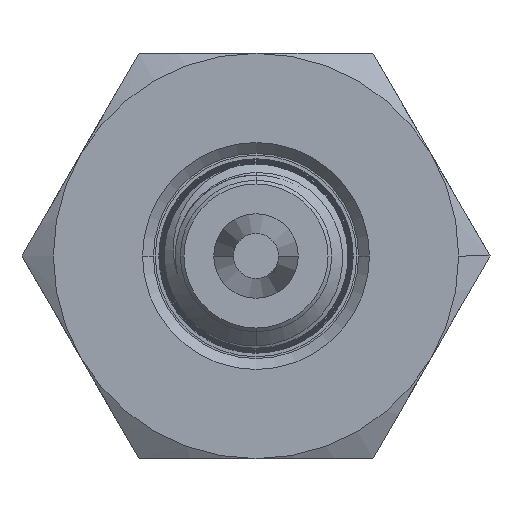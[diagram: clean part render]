
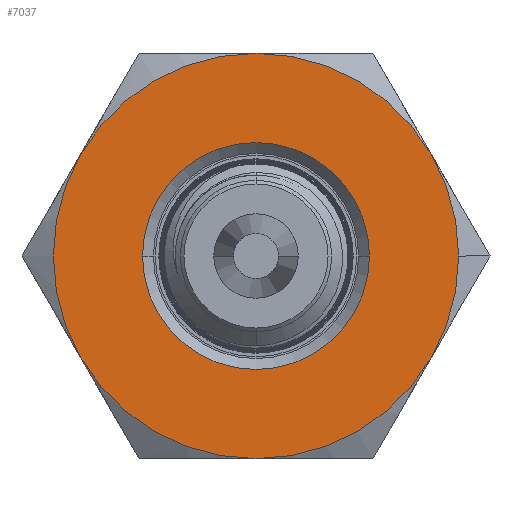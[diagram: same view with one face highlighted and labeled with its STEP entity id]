
A CAD part, left-side view. The second image highlights one B-rep face of the part: STEP entity #7037.
In plain terms, the highlighted planar face has unit normal (-1, 0, 0).
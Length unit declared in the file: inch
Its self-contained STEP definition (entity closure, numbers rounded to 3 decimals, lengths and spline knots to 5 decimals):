
#16 = CARTESIAN_POINT ( 'NONE',  ( -0.39568, 0.60287, -0.28125 ) ) ;
#20 = DIRECTION ( 'NONE',  ( 1., 0., 0. ) ) ;
#270 = CIRCLE ( 'NONE', #11691, 0.5625 ) ;
#413 = DIRECTION ( 'NONE',  ( 1., 0., 0. ) ) ;
#555 = CARTESIAN_POINT ( 'NONE',  ( -0.39568, -0.19927, 0. ) ) ;
#600 = PLANE ( 'NONE',  #6195 ) ;
#630 = CARTESIAN_POINT ( 'NONE',  ( -0.39568, -0.19927, 0. ) ) ;
#1051 = CARTESIAN_POINT ( 'NONE',  ( -0.39568, 0.11573, 0. ) ) ;
#1129 = ORIENTED_EDGE ( 'NONE', *, *, #12547, .F. ) ;
#1452 = EDGE_LOOP ( 'NONE', ( #5313, #3260 ) ) ;
#1831 = CARTESIAN_POINT ( 'NONE',  ( -0.39568, 0.11573, 0. ) ) ;
#1870 = DIRECTION ( 'NONE',  ( 1., 0., 0. ) ) ;
#1904 = CIRCLE ( 'NONE', #9189, 0.5625 ) ;
#1916 = CARTESIAN_POINT ( 'NONE',  ( -0.39568, 0.11573, -0.5625 ) ) ;
#2035 = VERTEX_POINT ( 'NONE', #16 ) ;
#2239 = DIRECTION ( 'NONE',  ( 1., 0., 0. ) ) ;
#2626 = DIRECTION ( 'NONE',  ( 0., -1., 0. ) ) ;
#2765 = VERTEX_POINT ( 'NONE', #5193 ) ;
#2865 = DIRECTION ( 'NONE',  ( 1., 0., 0. ) ) ;
#2947 = DIRECTION ( 'NONE',  ( 0., -1., 0. ) ) ;
#3090 = CARTESIAN_POINT ( 'NONE',  ( -0.39568, 0.11573, 0. ) ) ;
#3260 = ORIENTED_EDGE ( 'NONE', *, *, #10763, .T. ) ;
#3378 = CIRCLE ( 'NONE', #14033, 0.5625 ) ;
#3598 = CARTESIAN_POINT ( 'NONE',  ( -0.39568, 0.60287, 0.28125 ) ) ;
#3703 = CARTESIAN_POINT ( 'NONE',  ( -0.39568, 0.11573, 0.5625 ) ) ;
#4072 = EDGE_CURVE ( 'NONE', #6217, #11179, #270, .T. ) ;
#4090 = DIRECTION ( 'NONE',  ( 0., -1., 0. ) ) ;
#4359 = EDGE_CURVE ( 'NONE', #11179, #2035, #11277, .T. ) ;
#4493 = CARTESIAN_POINT ( 'NONE',  ( -0.39568, 0.11573, 0. ) ) ;
#4678 = VERTEX_POINT ( 'NONE', #3598 ) ;
#4811 = AXIS2_PLACEMENT_3D ( 'NONE', #1831, #5121, #2947 ) ;
#4930 = FACE_BOUND ( 'NONE', #1452, .T. ) ;
#5121 = DIRECTION ( 'NONE',  ( 1., 0., 0. ) ) ;
#5193 = CARTESIAN_POINT ( 'NONE',  ( -0.39568, -0.37141, 0.28125 ) ) ;
#5313 = ORIENTED_EDGE ( 'NONE', *, *, #7409, .T. ) ;
#5736 = EDGE_CURVE ( 'NONE', #2765, #14093, #12542, .T. ) ;
#5868 = ORIENTED_EDGE ( 'NONE', *, *, #5736, .F. ) ;
#6142 = CARTESIAN_POINT ( 'NONE',  ( -0.39568, 0.11573, 0. ) ) ;
#6195 = AXIS2_PLACEMENT_3D ( 'NONE', #555, #13965, #7426 ) ;
#6209 = VERTEX_POINT ( 'NONE', #630 ) ;
#6212 = CARTESIAN_POINT ( 'NONE',  ( -0.39568, -0.37141, -0.28125 ) ) ;
#6217 = VERTEX_POINT ( 'NONE', #6212 ) ;
#6393 = ORIENTED_EDGE ( 'NONE', *, *, #9034, .F. ) ;
#6526 = ORIENTED_EDGE ( 'NONE', *, *, #6909, .F. ) ;
#6767 = DIRECTION ( 'NONE',  ( 0., -1., 0. ) ) ;
#6909 = EDGE_CURVE ( 'NONE', #10980, #2765, #8763, .T. ) ;
#7037 = ADVANCED_FACE ( 'NONE', ( #4930, #7188 ), #600, .T. ) ;
#7188 = FACE_OUTER_BOUND ( 'NONE', #11253, .T. ) ;
#7292 = CARTESIAN_POINT ( 'NONE',  ( -0.39568, 0.11573, 0. ) ) ;
#7409 = EDGE_CURVE ( 'NONE', #14211, #6209, #11718, .T. ) ;
#7426 = DIRECTION ( 'NONE',  ( 0., 1., 0. ) ) ;
#7602 = ORIENTED_EDGE ( 'NONE', *, *, #4072, .F. ) ;
#7775 = AXIS2_PLACEMENT_3D ( 'NONE', #11769, #2865, #8457 ) ;
#7929 = DIRECTION ( 'NONE',  ( 0., -1., 0. ) ) ;
#8457 = DIRECTION ( 'NONE',  ( 0., -1., 0. ) ) ;
#8763 = CIRCLE ( 'NONE', #13282, 0.5625 ) ;
#9034 = EDGE_CURVE ( 'NONE', #4678, #10980, #1904, .T. ) ;
#9189 = AXIS2_PLACEMENT_3D ( 'NONE', #6142, #413, #9469 ) ;
#9250 = CARTESIAN_POINT ( 'NONE',  ( -0.39568, 0.11573, 0. ) ) ;
#9469 = DIRECTION ( 'NONE',  ( 0., -1., 0. ) ) ;
#9644 = DIRECTION ( 'NONE',  ( 1., 0., 0. ) ) ;
#9740 = DIRECTION ( 'NONE',  ( 0., -1., 0. ) ) ;
#10046 = ORIENTED_EDGE ( 'NONE', *, *, #11826, .F. ) ;
#10155 = ORIENTED_EDGE ( 'NONE', *, *, #4359, .F. ) ;
#10307 = CIRCLE ( 'NONE', #4811, 0.315 ) ;
#10375 = DIRECTION ( 'NONE',  ( 1., 0., 0. ) ) ;
#10702 = DIRECTION ( 'NONE',  ( 1., 0., 0. ) ) ;
#10763 = EDGE_CURVE ( 'NONE', #6209, #14211, #10307, .T. ) ;
#10868 = CARTESIAN_POINT ( 'NONE',  ( -0.39568, 0.11573, 0. ) ) ;
#10980 = VERTEX_POINT ( 'NONE', #3703 ) ;
#11179 = VERTEX_POINT ( 'NONE', #1916 ) ;
#11253 = EDGE_LOOP ( 'NONE', ( #7602, #10046, #5868, #6526, #6393, #1129, #10155 ) ) ;
#11277 = CIRCLE ( 'NONE', #12894, 0.5625 ) ;
#11368 = CIRCLE ( 'NONE', #13414, 0.5625 ) ;
#11691 = AXIS2_PLACEMENT_3D ( 'NONE', #4493, #20, #7929 ) ;
#11718 = CIRCLE ( 'NONE', #7775, 0.315 ) ;
#11769 = CARTESIAN_POINT ( 'NONE',  ( -0.39568, 0.11573, 0. ) ) ;
#11795 = AXIS2_PLACEMENT_3D ( 'NONE', #9250, #10375, #2626 ) ;
#11826 = EDGE_CURVE ( 'NONE', #14093, #6217, #3378, .T. ) ;
#11946 = DIRECTION ( 'NONE',  ( 0., -1., 0. ) ) ;
#12150 = CARTESIAN_POINT ( 'NONE',  ( -0.39568, 0.43073, 0. ) ) ;
#12542 = CIRCLE ( 'NONE', #11795, 0.5625 ) ;
#12547 = EDGE_CURVE ( 'NONE', #2035, #4678, #11368, .T. ) ;
#12833 = CARTESIAN_POINT ( 'NONE',  ( -0.39568, -0.44677, 0. ) ) ;
#12894 = AXIS2_PLACEMENT_3D ( 'NONE', #7292, #9644, #9740 ) ;
#13282 = AXIS2_PLACEMENT_3D ( 'NONE', #10868, #1870, #4090 ) ;
#13414 = AXIS2_PLACEMENT_3D ( 'NONE', #3090, #10702, #11946 ) ;
#13965 = DIRECTION ( 'NONE',  ( -1., 0., 0. ) ) ;
#14033 = AXIS2_PLACEMENT_3D ( 'NONE', #1051, #2239, #6767 ) ;
#14093 = VERTEX_POINT ( 'NONE', #12833 ) ;
#14211 = VERTEX_POINT ( 'NONE', #12150 ) ;
